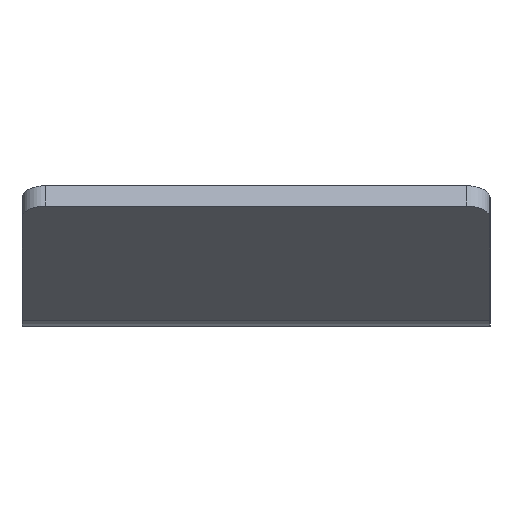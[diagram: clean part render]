
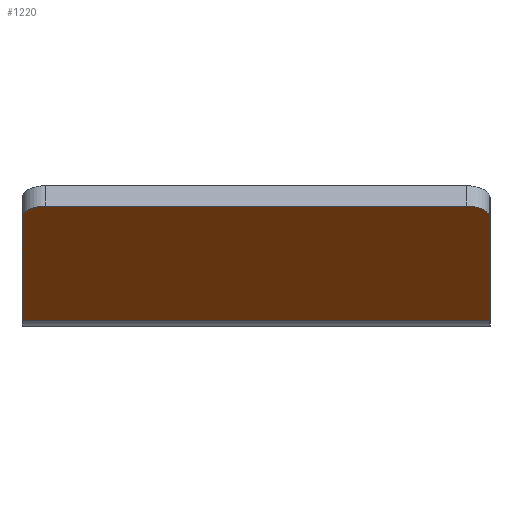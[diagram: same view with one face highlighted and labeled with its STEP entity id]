
A CAD part, left-side view. The second image highlights one B-rep face of the part: STEP entity #1220.
In plain terms, the highlighted planar face has unit normal (-0.5, 0, -0.866).
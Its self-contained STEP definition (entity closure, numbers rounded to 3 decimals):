
#237=CARTESIAN_POINT('',(-335.67,45.,8.17));
#238=DIRECTION('',(-0.5,0.,-0.866));
#239=DIRECTION('',(-0.866,0.,0.5));
#240=AXIS2_PLACEMENT_3D('',#237,#238,#239);
#242=CARTESIAN_POINT('',(-335.67,-45.,8.17));
#243=DIRECTION('',(-0.5,0.,-0.866));
#244=DIRECTION('',(0.,-1.,0.));
#245=AXIS2_PLACEMENT_3D('',#242,#243,#244);
#247=DIRECTION('',(0.866,0.,-0.5));
#248=VECTOR('',#247,43.928);
#249=CARTESIAN_POINT('',(-335.67,-50.,8.17));
#250=LINE('',#249,#248);
#251=DIRECTION('',(0.,-1.,0.));
#252=VECTOR('',#251,100.);
#253=CARTESIAN_POINT('',(-297.627,50.,-13.794));
#254=LINE('',#253,#252);
#255=DIRECTION('',(0.866,0.,-0.5));
#256=VECTOR('',#255,43.928);
#257=CARTESIAN_POINT('',(-335.67,50.,8.17));
#258=LINE('',#257,#256);
#267=DIRECTION('',(0.,1.,0.));
#268=VECTOR('',#267,90.);
#269=CARTESIAN_POINT('',(-340.,-45.,10.67));
#270=LINE('',#269,#268);
#817=CARTESIAN_POINT('',(-297.627,50.,-13.794));
#818=VERTEX_POINT('',#817);
#819=CARTESIAN_POINT('',(-297.627,-50.,
-13.794));
#820=VERTEX_POINT('',#819);
#829=CARTESIAN_POINT('',(-340.,45.,10.67));
#830=CARTESIAN_POINT('',(-335.67,50.,8.17));
#831=VERTEX_POINT('',#829);
#832=VERTEX_POINT('',#830);
#841=CARTESIAN_POINT('',(-335.67,-50.,8.17));
#842=VERTEX_POINT('',#841);
#843=CARTESIAN_POINT('',(-340.,-45.,10.67));
#844=VERTEX_POINT('',#843);
#1203=CARTESIAN_POINT('',(-80.38,0.,-139.222));
#1204=DIRECTION('',(0.5,0.,0.866));
#1205=DIRECTION('',(0.,-1.,0.));
#1206=AXIS2_PLACEMENT_3D('',#1203,#1204,#1205);
#1207=PLANE('',#1206);
#1208=ORIENTED_EDGE('',*,*,#1193,.F.);
#1210=ORIENTED_EDGE('',*,*,#1209,.F.);
#1212=ORIENTED_EDGE('',*,*,#1211,.F.);
#1214=ORIENTED_EDGE('',*,*,#1213,.T.);
#1216=ORIENTED_EDGE('',*,*,#1215,.F.);
#1217=ORIENTED_EDGE('',*,*,#1166,.F.);
#1218=EDGE_LOOP('',(#1208,#1210,#1212,#1214,#1216,#1217));
#1219=FACE_OUTER_BOUND('',#1218,.F.);
#1220=ADVANCED_FACE('',(#1219),#1207,.F.);
#241=CIRCLE('',#240,5.);
#246=CIRCLE('',#245,5.);
#1166=EDGE_CURVE('',#832,#818,#258,.T.);
#1193=EDGE_CURVE('',#831,#832,#241,.T.);
#1209=EDGE_CURVE('',#844,#831,#270,.T.);
#1211=EDGE_CURVE('',#842,#844,#246,.T.);
#1213=EDGE_CURVE('',#842,#820,#250,.T.);
#1215=EDGE_CURVE('',#818,#820,#254,.T.);
